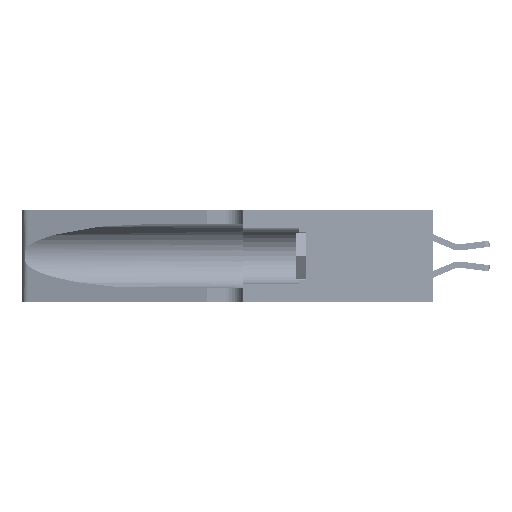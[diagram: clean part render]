
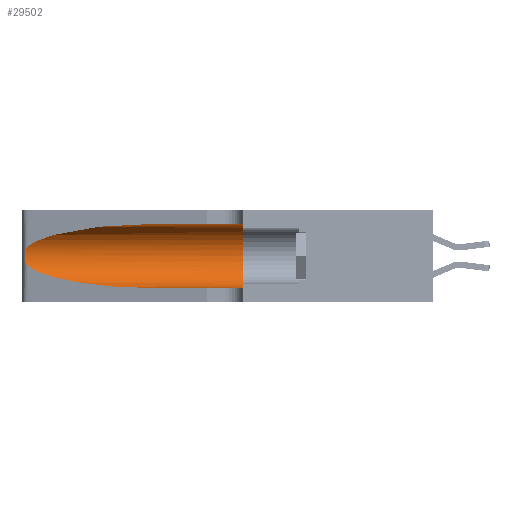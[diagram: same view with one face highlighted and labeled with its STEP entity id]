
A CAD part, left-side view. The second image highlights one B-rep face of the part: STEP entity #29502.
In plain terms, the highlighted cylindrical face has radius 3.308 mm (diameter 6.617 mm), a partial arc.
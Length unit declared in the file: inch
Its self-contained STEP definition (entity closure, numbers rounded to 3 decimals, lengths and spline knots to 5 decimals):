
#136 = FACE_OUTER_BOUND ( 'NONE', #7633, .T. ) ;
#704 = CARTESIAN_POINT ( 'NONE',  ( 0.25639, 1.23184, 0.21858 ) ) ;
#1100 = CARTESIAN_POINT ( 'NONE',  ( 0.25856, 1.23593, 0.16098 ) ) ;
#1292 = ORIENTED_EDGE ( 'NONE', *, *, #18998, .T. ) ;
#1402 = CARTESIAN_POINT ( 'NONE',  ( 0.25487, 1.22718, 0.22369 ) ) ;
#1968 = CARTESIAN_POINT ( 'NONE',  ( 0.2373, 1.15595, 0.08982 ) ) ;
#2093 = ORIENTED_EDGE ( 'NONE', *, *, #30543, .T. ) ;
#3892 = CARTESIAN_POINT ( 'NONE',  ( 0.25787, 1.23484, 0.2124 ) ) ;
#4161 = CARTESIAN_POINT ( 'NONE',  ( 0.25854, 1.2359, 0.20912 ) ) ;
#5508 = DIRECTION ( 'NONE',  ( 0., 0., 1. ) ) ;
#6530 = CARTESIAN_POINT ( 'NONE',  ( 0.26018, 1.23835, 0.19895 ) ) ;
#6922 = CARTESIAN_POINT ( 'NONE',  ( 0.25639, 1.23186, 0.15144 ) ) ;
#7633 = EDGE_LOOP ( 'NONE', ( #12613, #2093, #1292, #36210, #19413, #26622 ) ) ;
#7904 = VERTEX_POINT ( 'NONE', #1402 ) ;
#8217 = CARTESIAN_POINT ( 'NONE',  ( 0.1305, 0.35, 0.185 ) ) ;
#8710 = VECTOR ( 'NONE', #30797, 39.37008 ) ;
#8833 = AXIS2_PLACEMENT_3D ( 'NONE', #34896, #20788, #35135 ) ;
#9971 = CARTESIAN_POINT ( 'NONE',  ( 0.25555, 1.22993, 0.14849 ) ) ;
#10576 = B_SPLINE_CURVE_WITH_KNOTS ( 'NONE', 3,
 ( #23892, #35700, #704, #3892, #4161, #6530, #35936, #32596, #24418, #1100, #24032, #6922, #9971, #24159 ),
 .UNSPECIFIED., .F., .F.,
 ( 4, 2, 2, 2, 2, 2, 4 ),
 ( 0., 0.00027, 0.00053, 0.00107, 0.0016, 0.00187, 0.00214 ),
 .UNSPECIFIED. ) ;
#11590 = EDGE_CURVE ( 'NONE', #29348, #7904, #24045, .T. ) ;
#12135 = EDGE_CURVE ( 'NONE', #34325, #20676, #25730, .T. ) ;
#12613 = ORIENTED_EDGE ( 'NONE', *, *, #11590, .T. ) ;
#12680 =( BOUNDED_CURVE ( )  B_SPLINE_CURVE ( 3, ( #33625, #1968, #25986, #32654 ),
 .UNSPECIFIED., .F., .T. ) 
 B_SPLINE_CURVE_WITH_KNOTS ( ( 4, 4 ),
 ( 3.44316, 4.71239 ),
 .UNSPECIFIED. ) 
 CURVE ( )  GEOMETRIC_REPRESENTATION_ITEM ( )  RATIONAL_B_SPLINE_CURVE ( ( 1., 0.87, 0.87, 1. ) ) 
 REPRESENTATION_ITEM ( '' )  );
#13753 = CYLINDRICAL_SURFACE ( 'NONE', #8833, 0.13025 ) ;
#14749 = CARTESIAN_POINT ( 'NONE',  ( 0.1305, 1.61858, 0.05475 ) ) ;
#14895 = VERTEX_POINT ( 'NONE', #31368 ) ;
#16388 = LINE ( 'NONE', #36918, #8710 ) ;
#18800 = DIRECTION ( 'NONE',  ( 0., -1., 0. ) ) ;
#18998 = EDGE_CURVE ( 'NONE', #30553, #34325, #12680, .T. ) ;
#19413 = ORIENTED_EDGE ( 'NONE', *, *, #26405, .F. ) ;
#19566 = DIRECTION ( 'NONE',  ( 0., 1., 0. ) ) ;
#19822 = VECTOR ( 'NONE', #18800, 39.37008 ) ;
#20676 = VERTEX_POINT ( 'NONE', #32719 ) ;
#20788 = DIRECTION ( 'NONE',  ( 0., -1., 0. ) ) ;
#22566 = AXIS2_PLACEMENT_3D ( 'NONE', #8217, #19566, #5508 ) ;
#22613 = CARTESIAN_POINT ( 'NONE',  ( 0.1305, 0.72297, 0.31525 ) ) ;
#23013 = CIRCLE ( 'NONE', #22566, 0.13025 ) ;
#23892 = CARTESIAN_POINT ( 'NONE',  ( 0.25487, 1.22718, 0.22369 ) ) ;
#23952 = CARTESIAN_POINT ( 'NONE',  ( 0.2373, 1.15595, 0.28018 ) ) ;
#24032 = CARTESIAN_POINT ( 'NONE',  ( 0.25789, 1.23486, 0.15765 ) ) ;
#24045 =( BOUNDED_CURVE ( )  B_SPLINE_CURVE ( 3, ( #36123, #35984, #23952, #32916 ),
 .UNSPECIFIED., .F., .F. ) 
 B_SPLINE_CURVE_WITH_KNOTS ( ( 4, 4 ),
 ( 1.5708, 2.84003 ),
 .UNSPECIFIED. ) 
 CURVE ( )  GEOMETRIC_REPRESENTATION_ITEM ( )  RATIONAL_B_SPLINE_CURVE ( ( 1., 0.87, 0.87, 1. ) ) 
 REPRESENTATION_ITEM ( '' )  );
#24159 = CARTESIAN_POINT ( 'NONE',  ( 0.25487, 1.22718, 0.14631 ) ) ;
#24418 = CARTESIAN_POINT ( 'NONE',  ( 0.26017, 1.23833, 0.17102 ) ) ;
#25730 = LINE ( 'NONE', #14749, #19822 ) ;
#25986 = CARTESIAN_POINT ( 'NONE',  ( 0.18966, 0.96281, 0.05475 ) ) ;
#26405 = EDGE_CURVE ( 'NONE', #14895, #20676, #23013, .T. ) ;
#26622 = ORIENTED_EDGE ( 'NONE', *, *, #29951, .F. ) ;
#29348 = VERTEX_POINT ( 'NONE', #22613 ) ;
#29502 = ADVANCED_FACE ( 'NONE', ( #136 ), #13753, .F. ) ;
#29680 = CARTESIAN_POINT ( 'NONE',  ( 0.25487, 1.22718, 0.14631 ) ) ;
#29951 = EDGE_CURVE ( 'NONE', #29348, #14895, #16388, .T. ) ;
#30543 = EDGE_CURVE ( 'NONE', #7904, #30553, #10576, .T. ) ;
#30553 = VERTEX_POINT ( 'NONE', #29680 ) ;
#30797 = DIRECTION ( 'NONE',  ( 0., -1., 0. ) ) ;
#31368 = CARTESIAN_POINT ( 'NONE',  ( 0.1305, 0.35, 0.31525 ) ) ;
#32596 = CARTESIAN_POINT ( 'NONE',  ( 0.26075, 1.23896, 0.178 ) ) ;
#32654 = CARTESIAN_POINT ( 'NONE',  ( 0.1305, 0.72297, 0.05475 ) ) ;
#32719 = CARTESIAN_POINT ( 'NONE',  ( 0.1305, 0.35, 0.05475 ) ) ;
#32916 = CARTESIAN_POINT ( 'NONE',  ( 0.25487, 1.22718, 0.22369 ) ) ;
#33625 = CARTESIAN_POINT ( 'NONE',  ( 0.25487, 1.22718, 0.14631 ) ) ;
#34325 = VERTEX_POINT ( 'NONE', #35338 ) ;
#34896 = CARTESIAN_POINT ( 'NONE',  ( 0.1305, 1.61858, 0.185 ) ) ;
#35135 = DIRECTION ( 'NONE',  ( 0., 0., -1. ) ) ;
#35338 = CARTESIAN_POINT ( 'NONE',  ( 0.1305, 0.72297, 0.05475 ) ) ;
#35700 = CARTESIAN_POINT ( 'NONE',  ( 0.25555, 1.22994, 0.2215 ) ) ;
#35936 = CARTESIAN_POINT ( 'NONE',  ( 0.26075, 1.23896, 0.19203 ) ) ;
#35984 = CARTESIAN_POINT ( 'NONE',  ( 0.18966, 0.96281, 0.31525 ) ) ;
#36123 = CARTESIAN_POINT ( 'NONE',  ( 0.1305, 0.72297, 0.31525 ) ) ;
#36210 = ORIENTED_EDGE ( 'NONE', *, *, #12135, .T. ) ;
#36918 = CARTESIAN_POINT ( 'NONE',  ( 0.1305, 1.61858, 0.31525 ) ) ;
